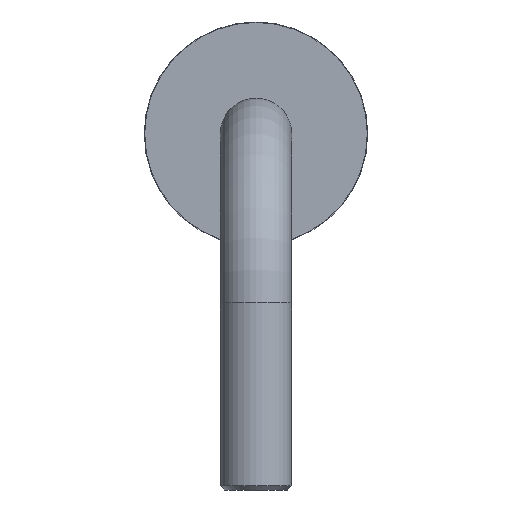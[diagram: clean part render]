
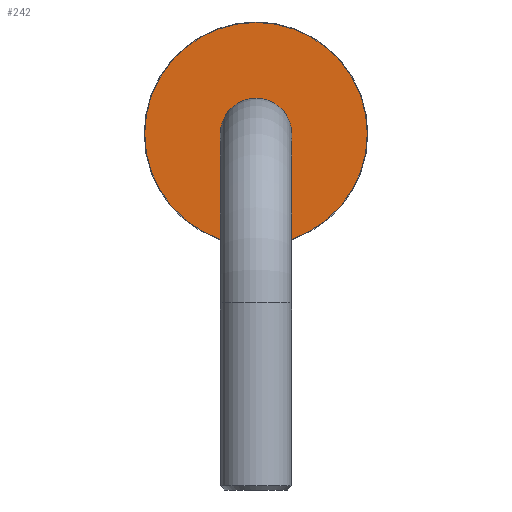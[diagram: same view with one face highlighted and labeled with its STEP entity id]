
A CAD part, left-side view. The second image highlights one B-rep face of the part: STEP entity #242.
In plain terms, the highlighted planar face has unit normal (-1, 0, 0).
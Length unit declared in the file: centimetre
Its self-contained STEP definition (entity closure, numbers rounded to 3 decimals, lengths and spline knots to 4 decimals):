
#76=PLANE('',#271);
#96=VERTEX_POINT('',#309);
#97=VERTEX_POINT('',#313);
#112=CIRCLE('',#266,0.04);
#113=CIRCLE('',#269,0.125);
#128=EDGE_CURVE('',#96,#96,#112,.T.);
#129=EDGE_CURVE('',#97,#97,#113,.T.);
#155=ORIENTED_EDGE('',*,*,#128,.T.);
#156=ORIENTED_EDGE('',*,*,#129,.F.);
#187=EDGE_LOOP('',(#155));
#188=EDGE_LOOP('',(#156));
#219=FACE_BOUND('',#187,.T.);
#220=FACE_BOUND('',#188,.T.);
#242=ADVANCED_FACE('',(#219,#220),#76,.T.);
#266=AXIS2_PLACEMENT_3D('',#308,#363,#364);
#269=AXIS2_PLACEMENT_3D('',#312,#368,#369);
#271=AXIS2_PLACEMENT_3D('',#316,#372,$);
#308=CARTESIAN_POINT('',(-0.25,0.,0.2));
#309=CARTESIAN_POINT('',(-0.25,0.,0.16));
#312=CARTESIAN_POINT('',(-0.25,0.,0.2));
#313=CARTESIAN_POINT('',(-0.25,0.,0.325));
#316=CARTESIAN_POINT('',(-0.25,0.,0.2));
#363=DIRECTION('',(1.,0.,0.));
#364=DIRECTION('',(0.,0.,0.04));
#368=DIRECTION('',(1.,0.,0.));
#369=DIRECTION('',(0.,0.,0.125));
#372=DIRECTION('',(-1.,0.,0.));
